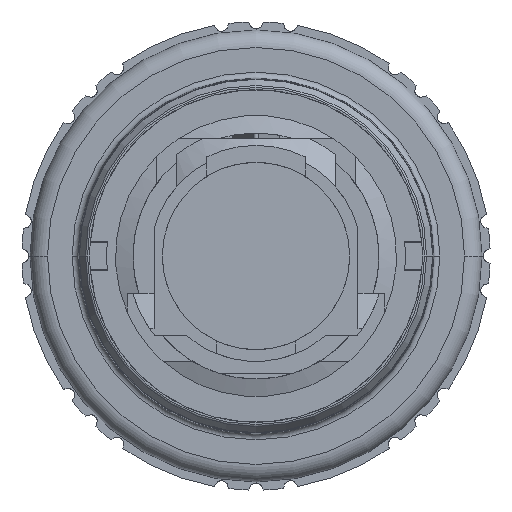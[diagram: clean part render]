
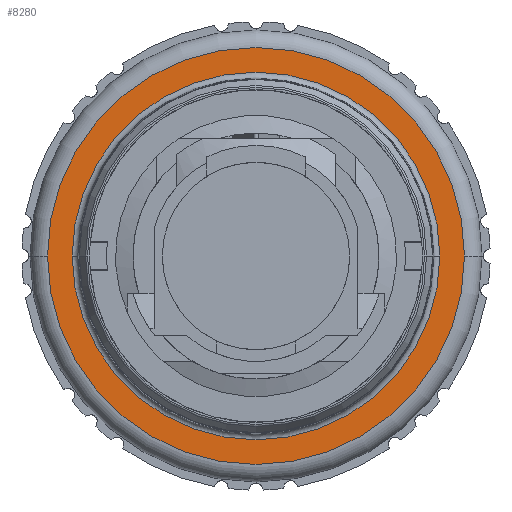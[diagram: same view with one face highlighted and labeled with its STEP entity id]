
A CAD part, front view. The second image highlights one B-rep face of the part: STEP entity #8280.
In plain terms, the highlighted planar face has unit normal (0, -1, 0).
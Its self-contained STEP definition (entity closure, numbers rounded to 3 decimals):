
#1590=CARTESIAN_POINT('',(0.,49.5,0.));
#1591=DIRECTION('',(0.,1.,0.));
#1592=DIRECTION('',(1.,0.,0.));
#1593=AXIS2_PLACEMENT_3D('',#1590,#1591,#1592);
#1595=CARTESIAN_POINT('',(0.,49.5,0.));
#1596=DIRECTION('',(0.,-1.,0.));
#1597=DIRECTION('',(1.,0.,0.));
#1598=AXIS2_PLACEMENT_3D('',#1595,#1596,#1597);
#1600=CARTESIAN_POINT('',(0.,49.5,0.));
#1601=DIRECTION('',(0.,-1.,0.));
#1602=DIRECTION('',(1.,0.,0.));
#1603=AXIS2_PLACEMENT_3D('',#1600,#1601,#1602);
#1615=CARTESIAN_POINT('',(0.,49.5,0.));
#1616=DIRECTION('',(0.,1.,0.));
#1617=DIRECTION('',(1.,0.,0.));
#1618=AXIS2_PLACEMENT_3D('',#1615,#1616,#1617);
#5708=CARTESIAN_POINT('',(15.695,49.5,0.));
#5709=VERTEX_POINT('',#5708);
#5710=CARTESIAN_POINT('',(17.8,49.5,0.));
#5712=VERTEX_POINT('',#5710);
#5738=CARTESIAN_POINT('',(-15.695,49.5,0.));
#5739=VERTEX_POINT('',#5738);
#5740=CARTESIAN_POINT('',(-17.8,49.5,0.));
#5742=VERTEX_POINT('',#5740);
#8265=CARTESIAN_POINT('',(0.,49.5,0.));
#8266=DIRECTION('',(0.,-1.,0.));
#8267=DIRECTION('',(-1.,0.,0.));
#8268=AXIS2_PLACEMENT_3D('',#8265,#8266,#8267);
#8269=PLANE('',#8268);
#8271=ORIENTED_EDGE('',*,*,#8270,.F.);
#8273=ORIENTED_EDGE('',*,*,#8272,.T.);
#8274=EDGE_LOOP('',(#8271,#8273));
#8275=FACE_OUTER_BOUND('',#8274,.F.);
#8276=ORIENTED_EDGE('',*,*,#8258,.F.);
#8277=ORIENTED_EDGE('',*,*,#8247,.T.);
#8278=EDGE_LOOP('',(#8276,#8277));
#8279=FACE_BOUND('',#8278,.F.);
#1594=CIRCLE('',#1593,15.695);
#1599=CIRCLE('',#1598,15.695);
#1604=CIRCLE('',#1603,17.8);
#1619=CIRCLE('',#1618,17.8);
#8247=EDGE_CURVE('',#5709,#5739,#1599,.T.);
#8258=EDGE_CURVE('',#5709,#5739,#1594,.T.);
#8270=EDGE_CURVE('',#5712,#5742,#1604,.T.);
#8272=EDGE_CURVE('',#5712,#5742,#1619,.T.);
#8280=ADVANCED_FACE('',(#8275,#8279),#8269,.T.);
